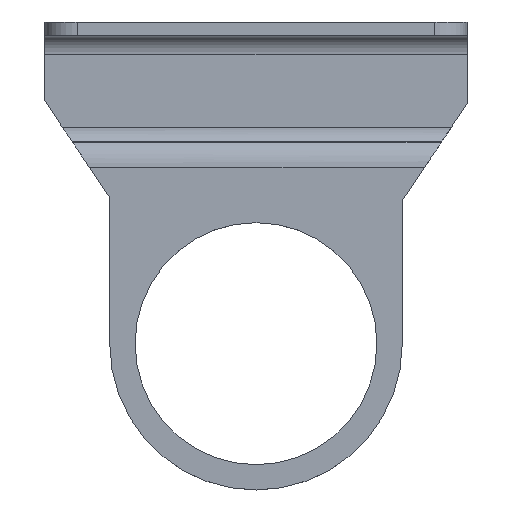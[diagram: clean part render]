
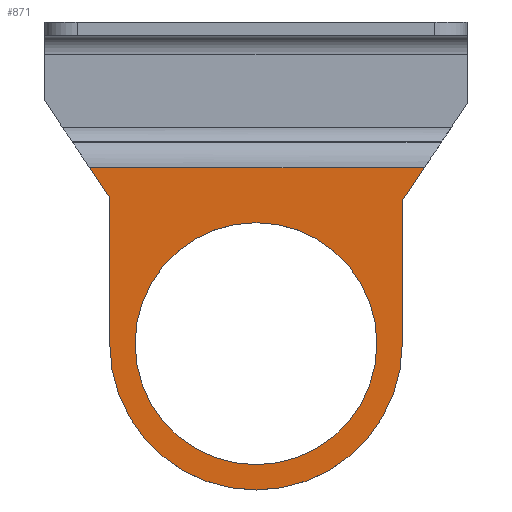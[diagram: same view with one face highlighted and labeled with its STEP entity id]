
A CAD part, top view. The second image highlights one B-rep face of the part: STEP entity #871.
In plain terms, the highlighted planar face has unit normal (0, 0, 1).
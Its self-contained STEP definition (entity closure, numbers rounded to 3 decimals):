
#785=CARTESIAN_POINT('',(25.897,-22.332,1.954));
#786=VERTEX_POINT('',#785);
#795=CARTESIAN_POINT('',(-25.612,-22.332,1.954));
#796=VERTEX_POINT('',#795);
#804=CARTESIAN_POINT('',(-25.612,-22.332,1.954));
#805=DIRECTION('',(1.0,0.0,0.0));
#806=VECTOR('',#805,51.509);
#807=LINE('',#804,#806);
#808=EDGE_CURVE('',#796,#786,#807,.T.);
#813=CARTESIAN_POINT('',(0.0,-80.0,1.954));
#814=DIRECTION('',(0.0,0.0,1.0));
#815=DIRECTION('',(1.0,0.0,0.0));
#816=AXIS2_PLACEMENT_3D('',#813,#814,#815);
#817=PLANE('',#816);
#818=ORIENTED_EDGE('',*,*,#808,.F.);
#819=CARTESIAN_POINT('',(-22.5,-27.,1.954));
#820=VERTEX_POINT('',#819);
#821=CARTESIAN_POINT('',(-25.612,-22.332,1.954));
#822=DIRECTION('',(0.555,-0.832,0.));
#823=VECTOR('',#822,5.611);
#824=LINE('',#821,#823);
#825=EDGE_CURVE('',#796,#820,#824,.T.);
#826=ORIENTED_EDGE('',*,*,#825,.T.);
#827=CARTESIAN_POINT('',(-22.5,-49.4,1.954));
#828=VERTEX_POINT('',#827);
#829=CARTESIAN_POINT('',(-22.5,-27.,1.954));
#830=DIRECTION('',(0.0,-1.0,0.0));
#831=VECTOR('',#830,22.4);
#832=LINE('',#829,#831);
#833=EDGE_CURVE('',#820,#828,#832,.T.);
#834=ORIENTED_EDGE('',*,*,#833,.T.);
#835=CARTESIAN_POINT('',(22.5,-49.4,1.954));
#836=VERTEX_POINT('',#835);
#837=CARTESIAN_POINT('',(0.0,-49.4,1.954));
#838=DIRECTION('',(0.0,0.0,1.0));
#839=DIRECTION('',(1.0,0.0,0.0));
#840=AXIS2_PLACEMENT_3D('',#837,#838,#839);
#841=CIRCLE('',#840,22.5);
#842=EDGE_CURVE('',#828,#836,#841,.T.);
#843=ORIENTED_EDGE('',*,*,#842,.T.);
#844=CARTESIAN_POINT('',(22.5,-27.427,1.954));
#845=VERTEX_POINT('',#844);
#846=CARTESIAN_POINT('',(22.5,-49.4,1.954));
#847=DIRECTION('',(0.0,1.0,0.0));
#848=VECTOR('',#847,21.973);
#849=LINE('',#846,#848);
#850=EDGE_CURVE('',#836,#845,#849,.T.);
#851=ORIENTED_EDGE('',*,*,#850,.T.);
#852=CARTESIAN_POINT('',(22.5,-27.427,1.954));
#853=DIRECTION('',(0.555,0.832,0.));
#854=VECTOR('',#853,6.124);
#855=LINE('',#852,#854);
#856=EDGE_CURVE('',#845,#786,#855,.T.);
#857=ORIENTED_EDGE('',*,*,#856,.T.);
#858=EDGE_LOOP('',(#818,#826,#834,#843,#851,#857));
#859=FACE_OUTER_BOUND('',#858,.T.);
#860=CARTESIAN_POINT('',(18.6,-49.4,1.954));
#861=VERTEX_POINT('',#860);
#862=CARTESIAN_POINT('',(0.0,-49.4,1.954));
#863=DIRECTION('',(0.0,0.0,-1.0));
#864=DIRECTION('',(-1.0,0.0,0.0));
#865=AXIS2_PLACEMENT_3D('',#862,#863,#864);
#866=CIRCLE('',#865,18.6);
#867=EDGE_CURVE('',#861,#861,#866,.T.);
#868=ORIENTED_EDGE('',*,*,#867,.T.);
#869=EDGE_LOOP('',(#868));
#870=FACE_BOUND('',#869,.T.);
#871=ADVANCED_FACE('',(#859,#870),#817,.T.);
